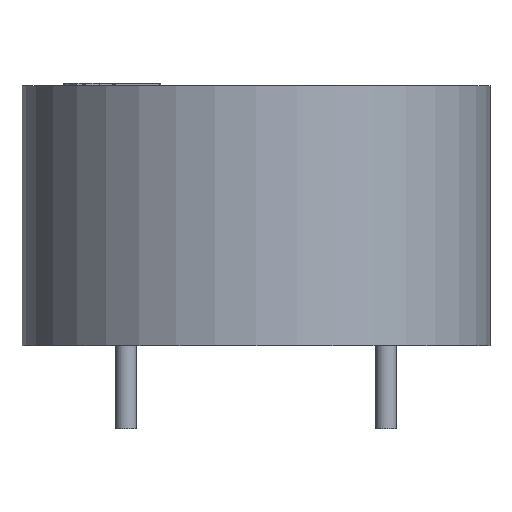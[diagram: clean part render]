
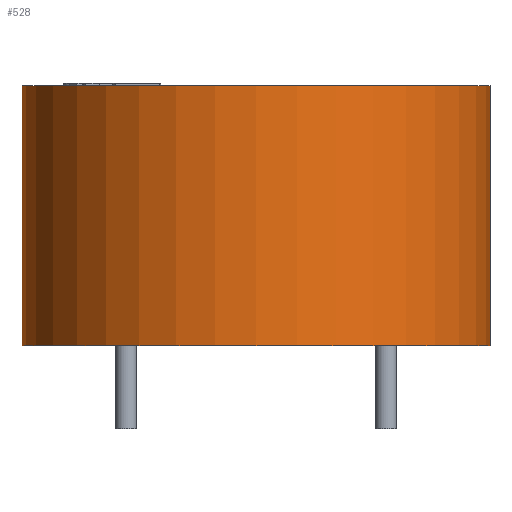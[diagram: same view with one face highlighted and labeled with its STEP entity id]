
A CAD part, front view. The second image highlights one B-rep face of the part: STEP entity #528.
In plain terms, the highlighted cylindrical face has radius 4.5 mm (diameter 9 mm), a partial arc.
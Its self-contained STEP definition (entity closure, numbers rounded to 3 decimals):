
#130 = EDGE_CURVE ( 'NONE', #3166, #3167, #2990, .T. ) ;
#132 = EDGE_CURVE ( 'NONE', #3164, #3165, #3029, .T. ) ;
#374 = EDGE_CURVE ( 'NONE', #3166, #3164, #3260, .T. ) ;
#427 = EDGE_CURVE ( 'NONE', #3167, #3165, #3297, .T. ) ;
#528 = ADVANCED_FACE ( 'NONE', ( #5354 ), #5358, .T. ) ;
#1986 = DIRECTION ( 'NONE',  ( 0., 0., -1. ) ) ;
#1987 = CARTESIAN_POINT ( 'NONE',  ( 4.5, 0., 5. ) ) ;
#2265 = DIRECTION ( 'NONE',  ( 0., 0., -1. ) ) ;
#2266 = CARTESIAN_POINT ( 'NONE',  ( -4.5, 0., 5. ) ) ;
#2524 = DIRECTION ( 'NONE',  ( 1., 0., 0. ) ) ;
#2525 = DIRECTION ( 'NONE',  ( 0., 0., 1. ) ) ;
#2526 = CARTESIAN_POINT ( 'NONE',  ( 0., 0., 0. ) ) ;
#2558 = DIRECTION ( 'NONE',  ( 1., 0., 0. ) ) ;
#2559 = DIRECTION ( 'NONE',  ( 0., 0., 1. ) ) ;
#2560 = CARTESIAN_POINT ( 'NONE',  ( 0., 0., 5. ) ) ;
#2943 = AXIS2_PLACEMENT_3D ( 'NONE', #5671, #5670, #5667 ) ;
#2983 = AXIS2_PLACEMENT_3D ( 'NONE', #2560, #2559, #2558 ) ;
#2990 = CIRCLE ( 'NONE', #2983, 4.5 ) ;
#2998 = AXIS2_PLACEMENT_3D ( 'NONE', #2526, #2525, #2524 ) ;
#3029 = CIRCLE ( 'NONE', #2998, 4.5 ) ;
#3093 = VECTOR ( 'NONE', #1986, 1000. ) ;
#3164 = VERTEX_POINT ( 'NONE', #3719 ) ;
#3165 = VERTEX_POINT ( 'NONE', #3720 ) ;
#3166 = VERTEX_POINT ( 'NONE', #3721 ) ;
#3167 = VERTEX_POINT ( 'NONE', #3722 ) ;
#3187 = ORIENTED_EDGE ( 'NONE', *, *, #427, .F. ) ;
#3188 = ORIENTED_EDGE ( 'NONE', *, *, #132, .T. ) ;
#3197 = ORIENTED_EDGE ( 'NONE', *, *, #130, .F. ) ;
#3198 = ORIENTED_EDGE ( 'NONE', *, *, #374, .T. ) ;
#3260 = LINE ( 'NONE', #2266, #5297 ) ;
#3297 = LINE ( 'NONE', #1987, #3093 ) ;
#3719 = CARTESIAN_POINT ( 'NONE',  ( -4.5, 0., 0. ) ) ;
#3720 = CARTESIAN_POINT ( 'NONE',  ( 4.5, 0., 0. ) ) ;
#3721 = CARTESIAN_POINT ( 'NONE',  ( -4.5, 0., 5. ) ) ;
#3722 = CARTESIAN_POINT ( 'NONE',  ( 4.5, 0., 5. ) ) ;
#5108 = EDGE_LOOP ( 'NONE', ( #3187, #3197, #3198, #3188 ) ) ;
#5297 = VECTOR ( 'NONE', #2265, 1000. ) ;
#5354 = FACE_OUTER_BOUND ( 'NONE', #5108, .T. ) ;
#5358 = CYLINDRICAL_SURFACE ( 'NONE', #2943, 4.5 ) ;
#5667 = DIRECTION ( 'NONE',  ( -1., 0., 0. ) ) ;
#5670 = DIRECTION ( 'NONE',  ( 0., 0., -1. ) ) ;
#5671 = CARTESIAN_POINT ( 'NONE',  ( 0., 0., 5. ) ) ;
